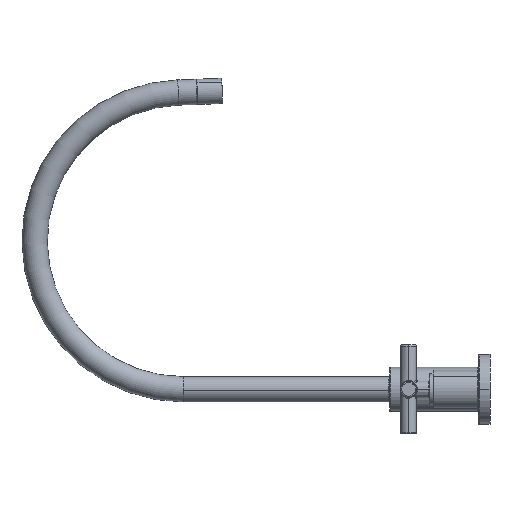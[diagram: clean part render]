
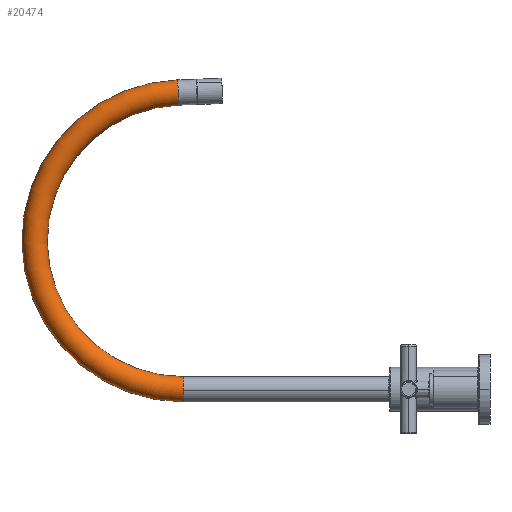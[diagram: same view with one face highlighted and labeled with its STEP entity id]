
A CAD part, left-side view. The second image highlights one B-rep face of the part: STEP entity #20474.
In plain terms, the highlighted toroidal (fillet/blend) face has major radius 117.5 mm and minor radius 10 mm.
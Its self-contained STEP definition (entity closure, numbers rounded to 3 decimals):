
#1856 = CARTESIAN_POINT ( 'NONE',  ( 224.935, 166.252, 0. ) ) ;
#1881 = AXIS2_PLACEMENT_3D ( 'NONE', #5245, #12878, #18344 ) ;
#2837 = DIRECTION ( 'NONE',  ( 0., 0., -1. ) ) ;
#3605 = DIRECTION ( 'NONE',  ( 0., 0., -1. ) ) ;
#3677 = EDGE_LOOP ( 'NONE', ( #8808, #3753, #23330, #19035, #23161 ) ) ;
#3753 = ORIENTED_EDGE ( 'NONE', *, *, #14881, .T. ) ;
#4534 = AXIS2_PLACEMENT_3D ( 'NONE', #10511, #3605, #10746 ) ;
#4614 = EDGE_CURVE ( 'NONE', #11918, #22078, #5389, .T. ) ;
#5245 = CARTESIAN_POINT ( 'NONE',  ( 117.5, 162.5, 0. ) ) ;
#5389 = CIRCLE ( 'NONE', #8429, 10. ) ;
#6398 = CARTESIAN_POINT ( 'NONE',  ( 244.922, 166.95, 0. ) ) ;
#6810 = DIRECTION ( 'NONE',  ( 0., 0., 1. ) ) ;
#6916 = EDGE_CURVE ( 'NONE', #22365, #22078, #19938, .T. ) ;
#6980 = VERTEX_POINT ( 'NONE', #13666 ) ;
#7236 = CARTESIAN_POINT ( 'NONE',  ( 0., 162.5, 0. ) ) ;
#8429 = AXIS2_PLACEMENT_3D ( 'NONE', #16258, #23529, #19858 ) ;
#8656 = DIRECTION ( 'NONE',  ( -1., 0., 0. ) ) ;
#8808 = ORIENTED_EDGE ( 'NONE', *, *, #22440, .F. ) ;
#9128 = CIRCLE ( 'NONE', #17881, 10. ) ;
#10511 = CARTESIAN_POINT ( 'NONE',  ( 117.5, 162.5, 0. ) ) ;
#10746 = DIRECTION ( 'NONE',  ( -1., 0., 0. ) ) ;
#11918 = VERTEX_POINT ( 'NONE', #6398 ) ;
#12531 = CIRCLE ( 'NONE', #4534, 127.5 ) ;
#12878 = DIRECTION ( 'NONE',  ( 0., 0., -1. ) ) ;
#13666 = CARTESIAN_POINT ( 'NONE',  ( 0., 162.5, 10. ) ) ;
#14221 = EDGE_CURVE ( 'NONE', #6980, #22365, #9128, .T. ) ;
#14494 = DIRECTION ( 'NONE',  ( 0., 1., 0. ) ) ;
#14881 = EDGE_CURVE ( 'NONE', #22317, #6980, #19823, .T. ) ;
#15612 = DIRECTION ( 'NONE',  ( 0., 0., 1. ) ) ;
#15711 = AXIS2_PLACEMENT_3D ( 'NONE', #21283, #2837, #8656 ) ;
#16097 = CARTESIAN_POINT ( 'NONE',  ( -10., 162.5, 0. ) ) ;
#16100 = DIRECTION ( 'NONE',  ( 0., 1., 0. ) ) ;
#16258 = CARTESIAN_POINT ( 'NONE',  ( 234.928, 166.601, 0. ) ) ;
#16661 = FACE_OUTER_BOUND ( 'NONE', #3677, .T. ) ;
#16702 = TOROIDAL_SURFACE ( 'NONE', #1881, 117.5, 10. ) ;
#17881 = AXIS2_PLACEMENT_3D ( 'NONE', #7236, #14494, #15612 ) ;
#18344 = DIRECTION ( 'NONE',  ( -1., 0., 0. ) ) ;
#19035 = ORIENTED_EDGE ( 'NONE', *, *, #6916, .T. ) ;
#19823 = CIRCLE ( 'NONE', #20554, 10. ) ;
#19858 = DIRECTION ( 'NONE',  ( 0., 0., 1. ) ) ;
#19938 = CIRCLE ( 'NONE', #15711, 107.5 ) ;
#20474 = ADVANCED_FACE ( 'NONE', ( #16661 ), #16702, .T. ) ;
#20554 = AXIS2_PLACEMENT_3D ( 'NONE', #23136, #16100, #6810 ) ;
#21283 = CARTESIAN_POINT ( 'NONE',  ( 117.5, 162.5, 0. ) ) ;
#22078 = VERTEX_POINT ( 'NONE', #1856 ) ;
#22317 = VERTEX_POINT ( 'NONE', #16097 ) ;
#22365 = VERTEX_POINT ( 'NONE', #23492 ) ;
#22440 = EDGE_CURVE ( 'NONE', #22317, #11918, #12531, .T. ) ;
#23136 = CARTESIAN_POINT ( 'NONE',  ( 0., 162.5, 0. ) ) ;
#23161 = ORIENTED_EDGE ( 'NONE', *, *, #4614, .F. ) ;
#23330 = ORIENTED_EDGE ( 'NONE', *, *, #14221, .T. ) ;
#23492 = CARTESIAN_POINT ( 'NONE',  ( 10., 162.5, 0. ) ) ;
#23529 = DIRECTION ( 'NONE',  ( 0.035, -0.999, 0. ) ) ;
